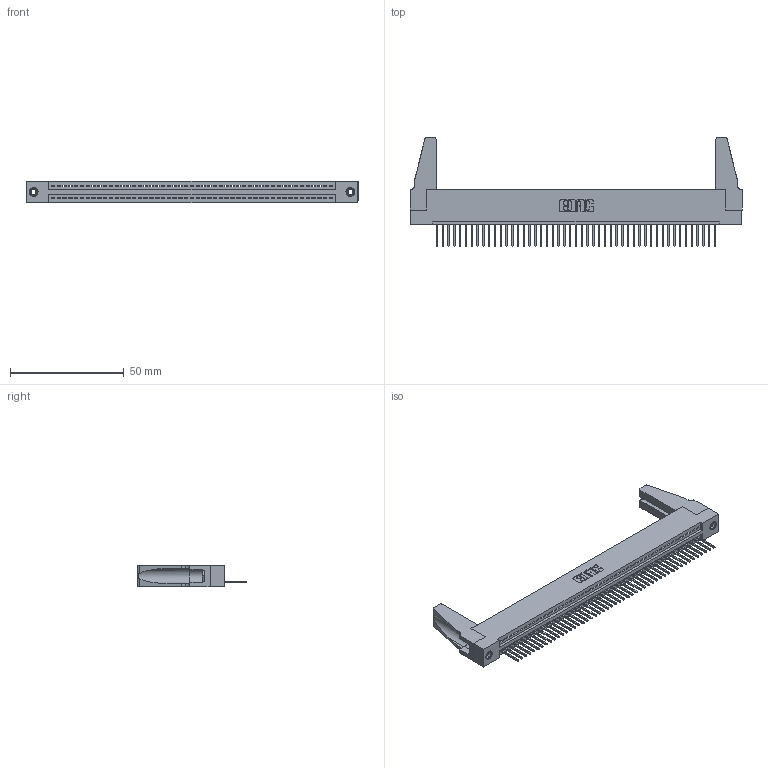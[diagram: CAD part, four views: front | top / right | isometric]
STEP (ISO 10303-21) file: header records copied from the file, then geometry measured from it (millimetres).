
FILE_DESCRIPTION (( 'STEP AP203' ), '1' );
FILE_NAME ('395-049-523-188.STEP', '2019-10-23T03:26:03', ( '' ), ( '' ), 'SwSTEP 2.0', 'SolidWorks 2016', '' );
FILE_SCHEMA (( 'CONFIG_CONTROL_DESIGN' ));
Length unit declared in the file: inch
Products named in the file (5): 395-049-523-188; 345-292-001_345-293-123; 345-220-078_345-220-088; 345 Part_Flush Mounting Lugs - 0.156 Dia-TH; 345-250-001_345-250-001-102
Assembly tree (54 placements, depth 2):
  395-049-523-188
    345 Part_Flush Mounting Lugs - 0.156 Dia-TH
    345-292-001_345-293-123  x49
    345-250-001_345-250-001-102  x2
    345-220-078_345-220-088  x2
Bounding box: 145.69 x 47.68 x 9.4 mm (x, y, z)
Volume: 17129.1 mm3; surface area: 21718.5 mm2
Topology: 54 solids, 54 shells, 3092 faces, 9279 edges, 6110 vertices
Faces by surface type: plane 2112, cylinder 964, cone 12, torus 4
Entity records: 38102 total; most frequent: CARTESIAN_POINT 6589, ORIENTED_EDGE 6532, DIRECTION 5752, EDGE_CURVE 3266, LINE 2896, VECTOR 2896, VERTEX_POINT 2170, AXIS2_PLACEMENT_3D 1428
